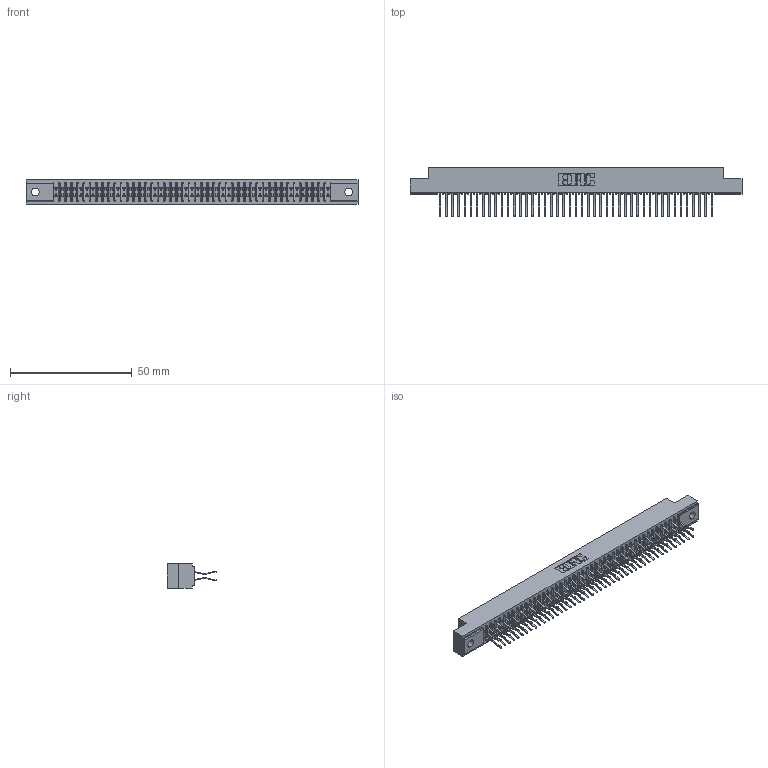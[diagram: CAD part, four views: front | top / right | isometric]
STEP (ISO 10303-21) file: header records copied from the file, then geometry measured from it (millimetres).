
FILE_DESCRIPTION (( 'STEP AP203' ), '1' );
FILE_NAME ('341-090-560-202.STEP', '2018-08-08T00:20:12', ( '' ), ( '' ), 'SwSTEP 2.0', 'SolidWorks 2016', '' );
FILE_SCHEMA (( 'CONFIG_CONTROL_DESIGN' ));
Length unit declared in the file: inch
Products named in the file (3): 341 Part_.128 (3.25) Dia Mounting Holes; 341-292-001_341-292-160; 341-090-560-202
Assembly tree (91 placements, depth 2):
  341-090-560-202
    341 Part_.128 (3.25) Dia Mounting Holes
    341-292-001_341-292-160  x90
Bounding box: 136.53 x 20.37 x 10.16 mm (x, y, z)
Volume: 10133.6 mm3; surface area: 18498.4 mm2
Topology: 91 solids, 91 shells, 6416 faces, 18631 edges, 12086 vertices
Faces by surface type: plane 3668, cylinder 2568, sphere 92, torus 88
Entity records: 54202 total; most frequent: CARTESIAN_POINT 9011, ORIENTED_EDGE 8954, DIRECTION 8747, EDGE_CURVE 4477, VECTOR 3615, LINE 3615, VERTEX_POINT 2830, AXIS2_PLACEMENT_3D 2566
